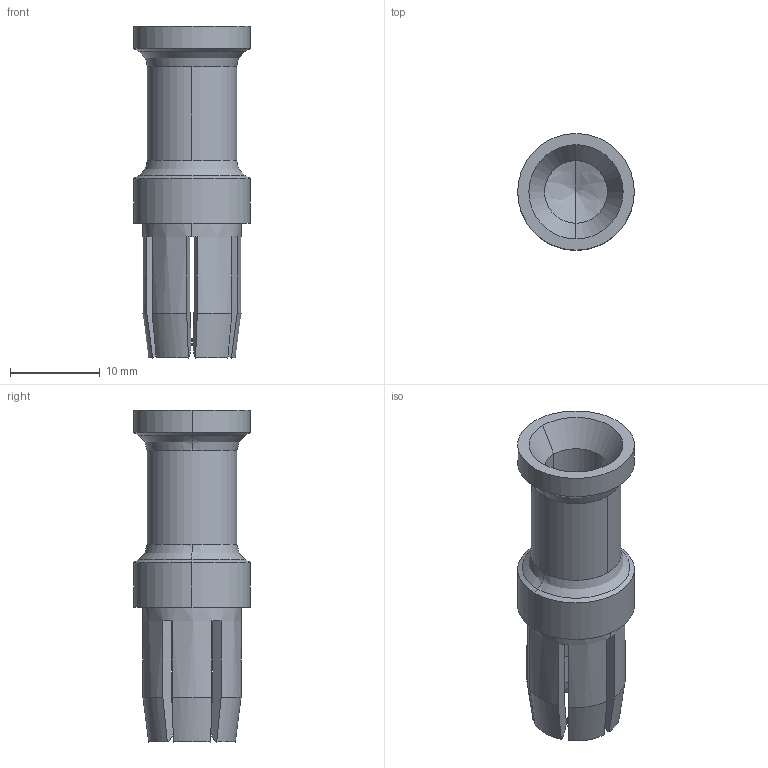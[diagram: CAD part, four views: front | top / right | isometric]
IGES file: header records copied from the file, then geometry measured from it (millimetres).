
Start section: Elysium IGES Interface
Global section: file name: CGFA 25.igs; native system: Creo Elements/Direct Modeling 17.0C  05-Feb-2011; preprocessor: Creo Element/Direct IGES_3D V2.2; author: Unknown; organization: Unknown; date: 20111104.121306; units: millimetre
Bounding box: 13 x 13 x 37 mm (x, y, z)
Volume: 1945.9 mm3; surface area: 2378.6 mm2
Topology: 1 solids, 1 shells, 76 faces, 208 edges, 132 vertices
Faces by surface type: bspline 76
